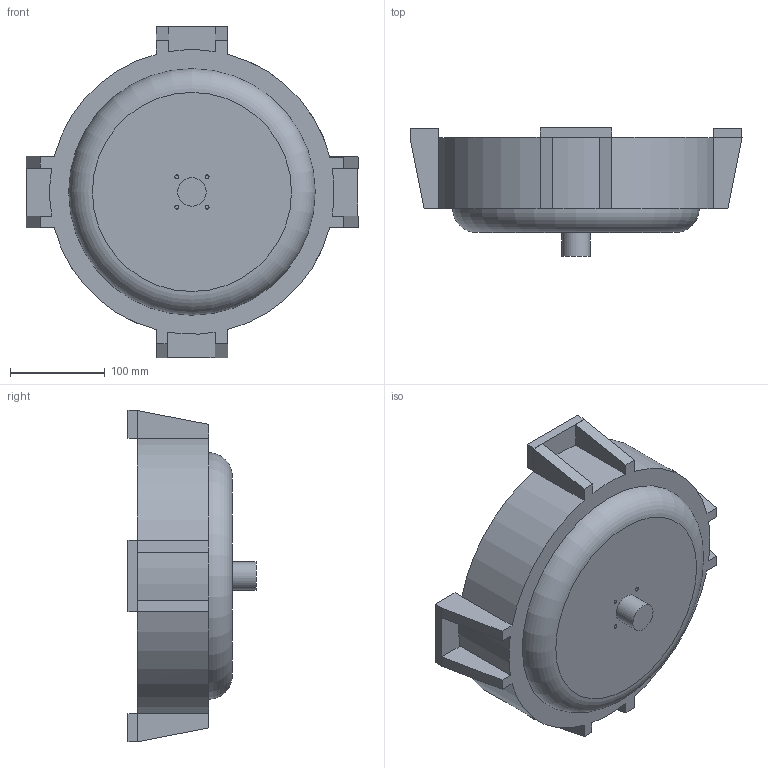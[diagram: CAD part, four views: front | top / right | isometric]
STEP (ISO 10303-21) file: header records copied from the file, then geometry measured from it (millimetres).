
FILE_DESCRIPTION(/* description */ (''),/* implementation_level */ '2;1');
FILE_NAME(/* name */ '1.step',/* time_stamp */ '2025-09-20T15:19:53+05:30',/* author */ (''),/* organization */ (''),/* preprocessor_version */ 'ST-DEVELOPER v20.1',/* originating_system */ 'Autodesk Translation Framework v14.17.0.0',/* authorisation */ '');
FILE_SCHEMA (('AUTOMOTIVE_DESIGN { 1 0 10303 214 3 1 1 }'));
Length unit declared in the file: millimetre
Products named in the file (3): jack; Component2; base
Assembly tree (3 placements, depth 2):
  jack
    Component2  x2
    base
Bounding box: 350.11 x 135 x 350.08 mm (x, y, z)
Volume: 6773879 mm3; surface area: 384458.1 mm2
Topology: 2 solids, 2 shells, 71 faces, 192 edges, 114 vertices
Faces by surface type: plane 52, cylinder 18, torus 1
Full cylindrical faces by diameter (mm): 4 x4, 30 x2
Entity records: 2320 total; most frequent: DIRECTION 401, ORIENTED_EDGE 384, CARTESIAN_POINT 383, EDGE_CURVE 192, LINE 137, VECTOR 137, AXIS2_PLACEMENT_3D 132, VERTEX_POINT 114
